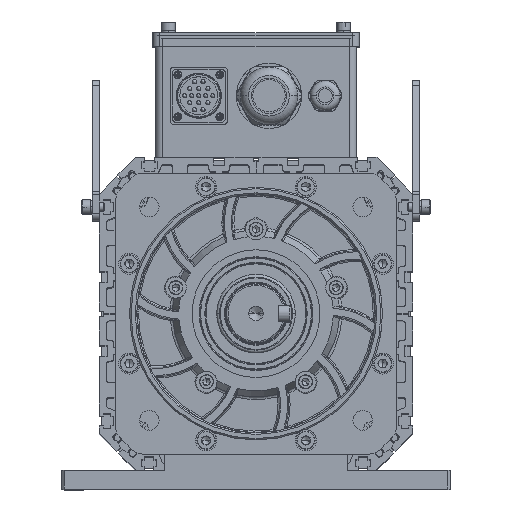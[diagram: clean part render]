
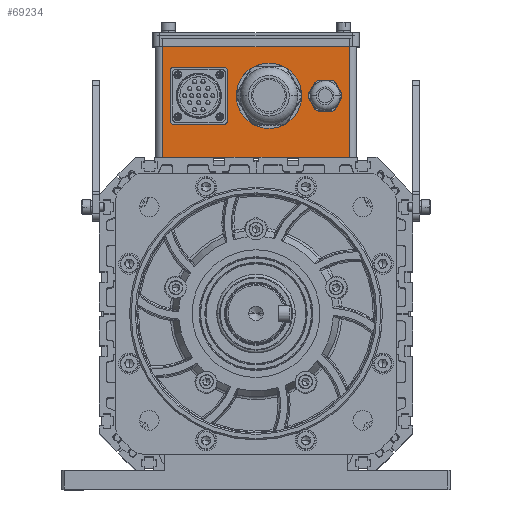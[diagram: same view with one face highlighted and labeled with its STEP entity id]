
A CAD part, top view. The second image highlights one B-rep face of the part: STEP entity #69234.
In plain terms, the highlighted planar face has unit normal (0, 0, 1).
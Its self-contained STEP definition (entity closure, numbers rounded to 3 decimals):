
#3834 = LINE ( 'NONE', #108048, #116363 ) ;
#4305 = EDGE_CURVE ( 'NONE', #34813, #72647, #44642, .T. ) ;
#4705 = VECTOR ( 'NONE', #46601, 1000. ) ;
#4712 = ORIENTED_EDGE ( 'NONE', *, *, #137365, .F. ) ;
#4870 = ORIENTED_EDGE ( 'NONE', *, *, #23308, .F. ) ;
#5577 = AXIS2_PLACEMENT_3D ( 'NONE', #56044, #77680, #120347 ) ;
#6590 = DIRECTION ( 'NONE',  ( 0., -1., 0. ) ) ;
#7285 = DIRECTION ( 'NONE',  ( 0., 1., 0. ) ) ;
#8643 = CARTESIAN_POINT ( 'NONE',  ( -66.75, 196.5, -6. ) ) ;
#9442 = VERTEX_POINT ( 'NONE', #101174 ) ;
#9540 = VERTEX_POINT ( 'NONE', #92040 ) ;
#9865 = EDGE_CURVE ( 'NONE', #72647, #34813, #127091, .T. ) ;
#10036 = CARTESIAN_POINT ( 'NONE',  ( -20.5, 173.75, -6. ) ) ;
#10444 = CARTESIAN_POINT ( 'NONE',  ( -59., 175.75, -6. ) ) ;
#11712 = DIRECTION ( 'NONE',  ( 0., 1., 0. ) ) ;
#12264 = CIRCLE ( 'NONE', #5577, 18.25 ) ;
#12752 = VERTEX_POINT ( 'NONE', #34897 ) ;
#12879 = EDGE_CURVE ( 'NONE', #104413, #63718, #56018, .T. ) ;
#12948 = ORIENTED_EDGE ( 'NONE', *, *, #4305, .F. ) ;
#13145 = EDGE_CURVE ( 'NONE', #9540, #107992, #111571, .T. ) ;
#14847 = CARTESIAN_POINT ( 'NONE',  ( -66.75, 196.5, -6. ) ) ;
#15786 = CARTESIAN_POINT ( 'NONE',  ( 66.75, 196.5, -6. ) ) ;
#16117 = ORIENTED_EDGE ( 'NONE', *, *, #103493, .F. ) ;
#16405 = CARTESIAN_POINT ( 'NONE',  ( 49.25, 145.5, -6. ) ) ;
#17021 = VERTEX_POINT ( 'NONE', #70210 ) ;
#18446 = CIRCLE ( 'NONE', #31851, 2. ) ;
#19683 = CIRCLE ( 'NONE', #66492, 2. ) ;
#23161 = ORIENTED_EDGE ( 'NONE', *, *, #54170, .T. ) ;
#23308 = EDGE_CURVE ( 'NONE', #128756, #12752, #103338, .T. ) ;
#25633 = EDGE_LOOP ( 'NONE', ( #70064, #4870, #46106, #4712, #74870, #16117, #108518, #42591 ) ) ;
#27034 = AXIS2_PLACEMENT_3D ( 'NONE', #96309, #41851, #43917 ) ;
#27629 = FACE_BOUND ( 'NONE', #87748, .T. ) ;
#27692 = EDGE_CURVE ( 'NONE', #92002, #107992, #106536, .T. ) ;
#30201 = DIRECTION ( 'NONE',  ( 0., 0., 1. ) ) ;
#30340 = CARTESIAN_POINT ( 'NONE',  ( 49.25, 165.5, -6. ) ) ;
#31289 = AXIS2_PLACEMENT_3D ( 'NONE', #55746, #55054, #11712 ) ;
#31851 = AXIS2_PLACEMENT_3D ( 'NONE', #113390, #30201, #116141 ) ;
#34813 = VERTEX_POINT ( 'NONE', #16405 ) ;
#34897 = CARTESIAN_POINT ( 'NONE',  ( -61., 137.25, -6. ) ) ;
#35913 = CARTESIAN_POINT ( 'NONE',  ( -66.75, 196.5, -6. ) ) ;
#36623 = CARTESIAN_POINT ( 'NONE',  ( -66.75, 111.5, -6. ) ) ;
#37435 = CARTESIAN_POINT ( 'NONE',  ( -61., 173.75, -6. ) ) ;
#38811 = PLANE ( 'NONE',  #100017 ) ;
#38954 = DIRECTION ( 'NONE',  ( 1., 0., 0. ) ) ;
#39221 = LINE ( 'NONE', #90416, #107058 ) ;
#39528 = AXIS2_PLACEMENT_3D ( 'NONE', #104619, #61301, #92075 ) ;
#40116 = ORIENTED_EDGE ( 'NONE', *, *, #9865, .F. ) ;
#41851 = DIRECTION ( 'NONE',  ( 0., 0., 1. ) ) ;
#42591 = ORIENTED_EDGE ( 'NONE', *, *, #120592, .F. ) ;
#43917 = DIRECTION ( 'NONE',  ( 0., -1., 0. ) ) ;
#44642 = CIRCLE ( 'NONE', #31289, 10. ) ;
#45273 = ORIENTED_EDGE ( 'NONE', *, *, #13145, .F. ) ;
#46106 = ORIENTED_EDGE ( 'NONE', *, *, #80312, .F. ) ;
#46601 = DIRECTION ( 'NONE',  ( 0., -1., 0. ) ) ;
#47452 = DIRECTION ( 'NONE',  ( 0., 1., 0. ) ) ;
#47584 = EDGE_CURVE ( 'NONE', #63718, #104413, #12264, .T. ) ;
#49441 = CARTESIAN_POINT ( 'NONE',  ( -20.5, 173.75, -6. ) ) ;
#52025 = DIRECTION ( 'NONE',  ( 0., 0., -1. ) ) ;
#54170 = EDGE_CURVE ( 'NONE', #57714, #92002, #112021, .T. ) ;
#55054 = DIRECTION ( 'NONE',  ( 0., 0., 1. ) ) ;
#55746 = CARTESIAN_POINT ( 'NONE',  ( 49.25, 155.5, -6. ) ) ;
#56018 = CIRCLE ( 'NONE', #109601, 18.25 ) ;
#56044 = CARTESIAN_POINT ( 'NONE',  ( 9.25, 155.5, -6. ) ) ;
#56728 = CARTESIAN_POINT ( 'NONE',  ( -59., 135.25, -6. ) ) ;
#57578 = VERTEX_POINT ( 'NONE', #10036 ) ;
#57714 = VERTEX_POINT ( 'NONE', #35913 ) ;
#57815 = EDGE_CURVE ( 'NONE', #74932, #17021, #18446, .T. ) ;
#57901 = CARTESIAN_POINT ( 'NONE',  ( 9.25, 155.5, -6. ) ) ;
#59619 = DIRECTION ( 'NONE',  ( 0., 0., 1. ) ) ;
#60561 = CARTESIAN_POINT ( 'NONE',  ( -66.75, 196.5, -6. ) ) ;
#61301 = DIRECTION ( 'NONE',  ( 0., 0., 1. ) ) ;
#62492 = DIRECTION ( 'NONE',  ( 0., 0., 1. ) ) ;
#63718 = VERTEX_POINT ( 'NONE', #134280 ) ;
#64659 = AXIS2_PLACEMENT_3D ( 'NONE', #71606, #62492, #7285 ) ;
#65200 = VECTOR ( 'NONE', #115079, 1000. ) ;
#66175 = VERTEX_POINT ( 'NONE', #10444 ) ;
#66492 = AXIS2_PLACEMENT_3D ( 'NONE', #69437, #59619, #99513 ) ;
#69234 = ADVANCED_FACE ( 'NONE', ( #70903, #27629, #92551, #103727 ), #38811, .F. ) ;
#69437 = CARTESIAN_POINT ( 'NONE',  ( -59., 137.25, -6. ) ) ;
#70064 = ORIENTED_EDGE ( 'NONE', *, *, #99267, .F. ) ;
#70210 = CARTESIAN_POINT ( 'NONE',  ( -20.5, 137.25, -6. ) ) ;
#70903 = FACE_BOUND ( 'NONE', #128584, .T. ) ;
#71606 = CARTESIAN_POINT ( 'NONE',  ( 49.25, 155.5, -6. ) ) ;
#72647 = VERTEX_POINT ( 'NONE', #30340 ) ;
#74870 = ORIENTED_EDGE ( 'NONE', *, *, #101960, .F. ) ;
#74932 = VERTEX_POINT ( 'NONE', #97719 ) ;
#77680 = DIRECTION ( 'NONE',  ( 0., 0., 1. ) ) ;
#80312 = EDGE_CURVE ( 'NONE', #66175, #128756, #106458, .T. ) ;
#80662 = VECTOR ( 'NONE', #135914, 1000. ) ;
#80997 = CARTESIAN_POINT ( 'NONE',  ( -61., 173.75, -6. ) ) ;
#84874 = EDGE_CURVE ( 'NONE', #57714, #9540, #121456, .T. ) ;
#85036 = CIRCLE ( 'NONE', #27034, 2. ) ;
#85333 = CARTESIAN_POINT ( 'NONE',  ( 9.25, 137.25, -6. ) ) ;
#86940 = VERTEX_POINT ( 'NONE', #56728 ) ;
#87317 = ORIENTED_EDGE ( 'NONE', *, *, #47584, .F. ) ;
#87748 = EDGE_LOOP ( 'NONE', ( #40116, #12948 ) ) ;
#89392 = EDGE_LOOP ( 'NONE', ( #97387, #45273, #106081, #23161 ) ) ;
#89795 = DIRECTION ( 'NONE',  ( 1., 0., 0. ) ) ;
#90416 = CARTESIAN_POINT ( 'NONE',  ( -59., 175.75, -6. ) ) ;
#91700 = DIRECTION ( 'NONE',  ( 0., -1., 0. ) ) ;
#92002 = VERTEX_POINT ( 'NONE', #36623 ) ;
#92040 = CARTESIAN_POINT ( 'NONE',  ( 66.75, 196.5, -6. ) ) ;
#92075 = DIRECTION ( 'NONE',  ( 0., -1., 0. ) ) ;
#92551 = FACE_OUTER_BOUND ( 'NONE', #89392, .T. ) ;
#96309 = CARTESIAN_POINT ( 'NONE',  ( -22.5, 173.75, -6. ) ) ;
#97387 = ORIENTED_EDGE ( 'NONE', *, *, #27692, .T. ) ;
#97512 = ORIENTED_EDGE ( 'NONE', *, *, #12879, .F. ) ;
#97719 = CARTESIAN_POINT ( 'NONE',  ( -22.5, 135.25, -6. ) ) ;
#98340 = VECTOR ( 'NONE', #121607, 1000. ) ;
#99267 = EDGE_CURVE ( 'NONE', #12752, #86940, #19683, .T. ) ;
#99513 = DIRECTION ( 'NONE',  ( 0., 1., 0. ) ) ;
#100017 = AXIS2_PLACEMENT_3D ( 'NONE', #8643, #52025, #6590 ) ;
#100521 = DIRECTION ( 'NONE',  ( 0., 0., 1. ) ) ;
#100920 = DIRECTION ( 'NONE',  ( -1., 0., 0. ) ) ;
#101174 = CARTESIAN_POINT ( 'NONE',  ( -22.5, 175.75, -6. ) ) ;
#101960 = EDGE_CURVE ( 'NONE', #57578, #9442, #85036, .T. ) ;
#103338 = LINE ( 'NONE', #80997, #98340 ) ;
#103493 = EDGE_CURVE ( 'NONE', #17021, #57578, #113705, .T. ) ;
#103727 = FACE_BOUND ( 'NONE', #25633, .T. ) ;
#104413 = VERTEX_POINT ( 'NONE', #85333 ) ;
#104619 = CARTESIAN_POINT ( 'NONE',  ( -59., 173.75, -6. ) ) ;
#106081 = ORIENTED_EDGE ( 'NONE', *, *, #84874, .F. ) ;
#106458 = CIRCLE ( 'NONE', #39528, 2. ) ;
#106536 = LINE ( 'NONE', #116346, #80662 ) ;
#107058 = VECTOR ( 'NONE', #100920, 1000. ) ;
#107992 = VERTEX_POINT ( 'NONE', #117383 ) ;
#108048 = CARTESIAN_POINT ( 'NONE',  ( -59., 135.25, -6. ) ) ;
#108518 = ORIENTED_EDGE ( 'NONE', *, *, #57815, .F. ) ;
#109601 = AXIS2_PLACEMENT_3D ( 'NONE', #57901, #100521, #47452 ) ;
#111571 = LINE ( 'NONE', #15786, #4705 ) ;
#112021 = LINE ( 'NONE', #14847, #120343 ) ;
#113390 = CARTESIAN_POINT ( 'NONE',  ( -22.5, 137.25, -6. ) ) ;
#113705 = LINE ( 'NONE', #49441, #65200 ) ;
#115079 = DIRECTION ( 'NONE',  ( 0., 1., 0. ) ) ;
#115953 = VECTOR ( 'NONE', #38954, 1000. ) ;
#116141 = DIRECTION ( 'NONE',  ( 0., -1., 0. ) ) ;
#116346 = CARTESIAN_POINT ( 'NONE',  ( -66.75, 111.5, -6. ) ) ;
#116363 = VECTOR ( 'NONE', #89795, 1000. ) ;
#117383 = CARTESIAN_POINT ( 'NONE',  ( 66.75, 111.5, -6. ) ) ;
#120343 = VECTOR ( 'NONE', #91700, 1000. ) ;
#120347 = DIRECTION ( 'NONE',  ( 0., 1., 0. ) ) ;
#120592 = EDGE_CURVE ( 'NONE', #86940, #74932, #3834, .T. ) ;
#121456 = LINE ( 'NONE', #60561, #115953 ) ;
#121607 = DIRECTION ( 'NONE',  ( 0., -1., 0. ) ) ;
#127091 = CIRCLE ( 'NONE', #64659, 10. ) ;
#128584 = EDGE_LOOP ( 'NONE', ( #87317, #97512 ) ) ;
#128756 = VERTEX_POINT ( 'NONE', #37435 ) ;
#134280 = CARTESIAN_POINT ( 'NONE',  ( 9.25, 173.75, -6. ) ) ;
#135914 = DIRECTION ( 'NONE',  ( 1., 0., 0. ) ) ;
#137365 = EDGE_CURVE ( 'NONE', #9442, #66175, #39221, .T. ) ;
